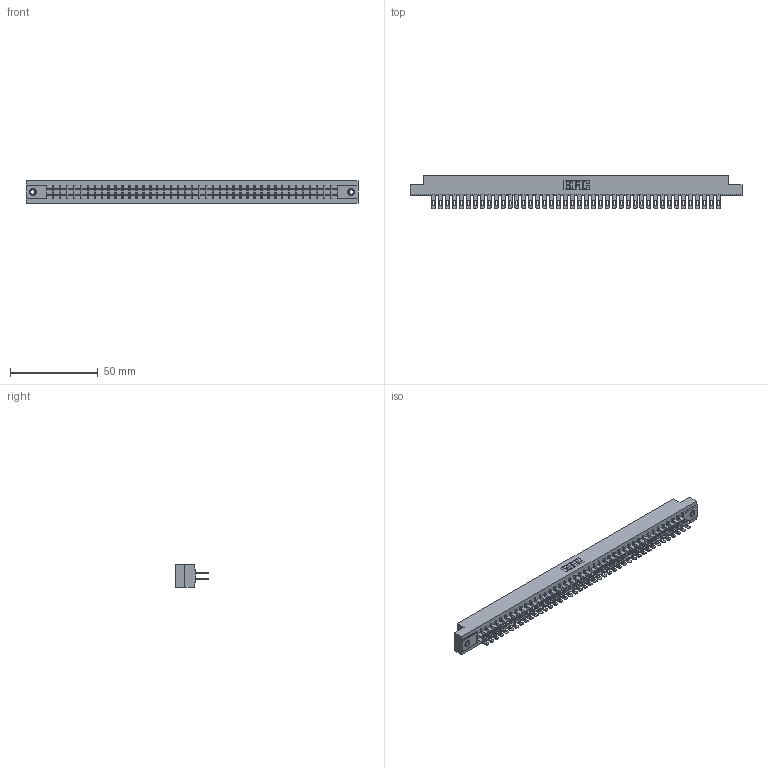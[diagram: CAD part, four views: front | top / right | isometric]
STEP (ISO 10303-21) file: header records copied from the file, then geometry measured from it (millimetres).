
FILE_DESCRIPTION (( 'STEP AP203' ), '1' );
FILE_NAME ('355-084-500-507.STEP', '2019-09-13T15:45:01', ( '' ), ( '' ), 'SwSTEP 2.0', 'SolidWorks 2016', '' );
FILE_SCHEMA (( 'CONFIG_CONTROL_DESIGN' ));
Length unit declared in the file: inch
Products named in the file (4): 305 Part_.156 Dia; 345-250-001_345-250-005-103; 355-084-500-507; 305-290-001_500
Assembly tree (87 placements, depth 2):
  355-084-500-507
    305 Part_.156 Dia
    305-290-001_500  x84
    345-250-001_345-250-005-103  x2
Bounding box: 189.43 x 18.85 x 12.7 mm (x, y, z)
Volume: 19428.1 mm3; surface area: 27324.7 mm2
Topology: 87 solids, 87 shells, 4376 faces, 12506 edges, 8104 vertices
Faces by surface type: plane 2452, cylinder 1740, sphere 168, cone 12, torus 4
Entity records: 46682 total; most frequent: CARTESIAN_POINT 7707, ORIENTED_EDGE 7644, DIRECTION 7468, EDGE_CURVE 3822, LINE 3086, VECTOR 3086, VERTEX_POINT 2430, AXIS2_PLACEMENT_3D 2191
